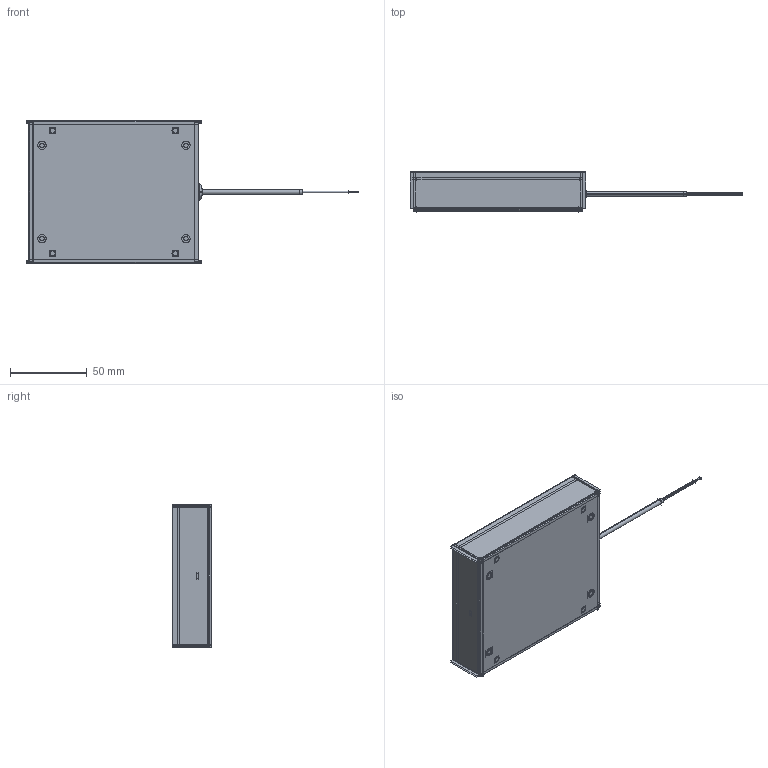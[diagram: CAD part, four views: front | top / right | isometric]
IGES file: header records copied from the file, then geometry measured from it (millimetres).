
Start section:  PTC IGES file: 192821.igs
Global section: file name: 192821.igs; native system: Creo Parametric by Parametric Technology Corporation; preprocessor: 2013230; author: pdmadmin; organization: Unknown; date: 20160121.120144; units: millimetre
Bounding box: 216.74 x 26.11 x 93.78 mm (x, y, z)
Volume: 41479.9 mm3; surface area: 287264.5 mm2
Topology: 24 solids, 28 shells, 1260 faces, 6364 edges, 8129 vertices
Faces by surface type: revolution 736, bspline 524
